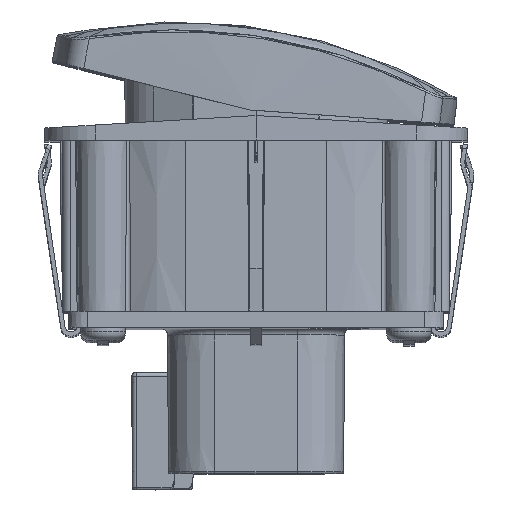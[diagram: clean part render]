
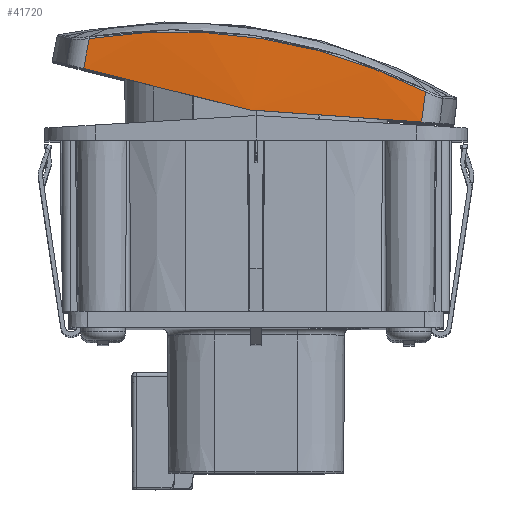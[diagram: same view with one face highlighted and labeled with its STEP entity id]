
A CAD part, top view. The second image highlights one B-rep face of the part: STEP entity #41720.
In plain terms, the highlighted conical face has half-angle 2 degrees and reference radius 228.448 mm.
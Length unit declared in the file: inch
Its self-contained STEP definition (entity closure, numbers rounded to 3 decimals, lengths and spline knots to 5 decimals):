
#5879=CARTESIAN_POINT('',(0.7828,-0.0304,
3.09611));
#5954=CARTESIAN_POINT('',(-0.81478,0.22263,
3.09614));
#6207=CARTESIAN_POINT('',(-0.02706,0.02623,
3.135));
#6208=CARTESIAN_POINT('',(-0.11475,0.0481,
3.13472));
#6209=CARTESIAN_POINT('',(-0.29001,0.09179,
3.13148));
#6210=CARTESIAN_POINT('',(-0.55273,0.1573,
3.11849));
#6211=CARTESIAN_POINT('',(-0.7275,0.20087,
3.1045));
#6212=CARTESIAN_POINT('',(-0.81478,0.22263,
3.09614));
#6214=CARTESIAN_POINT('',(-0.81478,0.22263,
3.09614));
#6215=CARTESIAN_POINT('',(-0.81185,0.23825,
3.09561));
#6216=CARTESIAN_POINT('',(-0.80602,0.26957,
3.0946));
#6217=CARTESIAN_POINT('',(-0.79732,0.31747,
3.09289));
#6218=CARTESIAN_POINT('',(-0.79149,0.34871,
3.09191));
#6219=CARTESIAN_POINT('',(-0.78857,0.36426,
3.09138));
#6221=CARTESIAN_POINT('',(-0.78857,0.36426,
3.09138));
#6222=CARTESIAN_POINT('',(-0.73118,0.37342,
3.09571));
#6223=CARTESIAN_POINT('',(-0.61274,0.38818,
3.10383));
#6224=CARTESIAN_POINT('',(-0.43222,0.39803,
3.11331));
#6225=CARTESIAN_POINT('',(-0.24816,0.39502,
3.11987));
#6226=CARTESIAN_POINT('',(-0.09514,0.38171,
3.12264));
#6227=CARTESIAN_POINT('',(-0.00388,0.36888,
3.12306));
#6228=CARTESIAN_POINT('',(0.02645,0.36408,
3.12306));
#6230=CARTESIAN_POINT('',(0.02645,0.36408,
3.12306));
#6231=CARTESIAN_POINT('',(0.05686,0.35926,
3.12306));
#6232=CARTESIAN_POINT('',(0.14771,0.34323,
3.12264));
#6233=CARTESIAN_POINT('',(0.29744,0.30857,
3.11986));
#6234=CARTESIAN_POINT('',(0.47342,0.25454,
3.1133));
#6235=CARTESIAN_POINT('',(0.64196,0.1894,
3.10381));
#6236=CARTESIAN_POINT('',(0.74996,0.1388,
3.09572));
#6237=CARTESIAN_POINT('',(0.80162,0.1124,
3.0914));
#6239=CARTESIAN_POINT('',(0.80162,0.1124,
3.0914));
#6240=CARTESIAN_POINT('',(0.79954,0.09659,
3.09192));
#6241=CARTESIAN_POINT('',(0.79537,0.06495,
3.09296));
#6242=CARTESIAN_POINT('',(0.78907,0.01711,
3.09454));
#6243=CARTESIAN_POINT('',(0.78488,-0.01457,
3.09559));
#6244=CARTESIAN_POINT('',(0.7828,-0.0304,
3.09611));
#6246=CARTESIAN_POINT('',(0.7828,-0.0304,
3.09611));
#6247=CARTESIAN_POINT('',(0.69304,-0.02412,
3.10447));
#6248=CARTESIAN_POINT('',(0.51338,-0.01156,
3.1185));
#6249=CARTESIAN_POINT('',(0.24327,0.00733,
3.13148));
#6250=CARTESIAN_POINT('',(0.06308,0.01993,
3.13472));
#6251=CARTESIAN_POINT('',(-0.02706,0.02623,
3.135));
#6836=CARTESIAN_POINT('',(-0.78857,0.36426,
3.09138));
#6868=CARTESIAN_POINT('',(0.80162,0.1124,
3.0914));
#32779=VERTEX_POINT('',#6836);
#32780=VERTEX_POINT('',#6868);
#32781=VERTEX_POINT('',#6230);
#32782=VERTEX_POINT('',#5879);
#32784=VERTEX_POINT('',#6251);
#32791=VERTEX_POINT('',#5954);
#41704=CARTESIAN_POINT('',(-0.00031,0.19515,-5.865));
#41705=DIRECTION('',(-0.156,-0.988,0.));
#41706=DIRECTION('',(0.,0.,1.));
#41707=AXIS2_PLACEMENT_3D('',#41704,#41705,#41706);
#41708=CONICAL_SURFACE('',#41707,8.99403,2.);
#41709=ORIENTED_EDGE('',*,*,#41470,.T.);
#41711=ORIENTED_EDGE('',*,*,#41710,.T.);
#41713=ORIENTED_EDGE('',*,*,#41712,.T.);
#41715=ORIENTED_EDGE('',*,*,#41714,.T.);
#41716=ORIENTED_EDGE('',*,*,#41696,.T.);
#41717=ORIENTED_EDGE('',*,*,#41429,.T.);
#41718=EDGE_LOOP('',(#41709,#41711,#41713,#41715,#41716,#41717));
#41719=FACE_OUTER_BOUND('',#41718,.F.);
#41720=ADVANCED_FACE('',(#41719),#41708,.T.);
#6213=B_SPLINE_CURVE_WITH_KNOTS('',3,(#6207,#6208,#6209,#6210,#6211,#6212),
.UNSPECIFIED.,.F.,.F.,(4,1,1,4),(0.,0.33333,0.66667,1.),
.UNSPECIFIED.);
#6220=B_SPLINE_CURVE_WITH_KNOTS('',3,(#6214,#6215,#6216,#6217,#6218,#6219),
.UNSPECIFIED.,.F.,.F.,(4,1,1,4),(0.,0.33333,0.66667,1.),
.UNSPECIFIED.);
#6229=B_SPLINE_CURVE_WITH_KNOTS('',3,(#6221,#6222,#6223,#6224,#6225,#6226,#6227,
#6228),.UNSPECIFIED.,.F.,.F.,(4,1,1,1,1,4),(0.,0.21345,
0.43781,0.66257,0.88756,1.),.UNSPECIFIED.);
#6238=B_SPLINE_CURVE_WITH_KNOTS('',3,(#6230,#6231,#6232,#6233,#6234,#6235,#6236,
#6237),.UNSPECIFIED.,.F.,.F.,(4,1,1,1,1,4),(0.,0.11278,
0.33777,0.56254,0.78689,1.),.UNSPECIFIED.);
#6245=B_SPLINE_CURVE_WITH_KNOTS('',3,(#6239,#6240,#6241,#6242,#6243,#6244),
.UNSPECIFIED.,.F.,.F.,(4,1,1,4),(0.,0.33333,0.66667,1.),
.UNSPECIFIED.);
#6252=B_SPLINE_CURVE_WITH_KNOTS('',3,(#6246,#6247,#6248,#6249,#6250,#6251),
.UNSPECIFIED.,.F.,.F.,(4,1,1,4),(0.,0.33333,0.66667,1.),
.UNSPECIFIED.);
#41429=EDGE_CURVE('',#32782,#32784,#6252,.T.);
#41470=EDGE_CURVE('',#32784,#32791,#6213,.T.);
#41696=EDGE_CURVE('',#32780,#32782,#6245,.T.);
#41710=EDGE_CURVE('',#32791,#32779,#6220,.T.);
#41712=EDGE_CURVE('',#32779,#32781,#6229,.T.);
#41714=EDGE_CURVE('',#32781,#32780,#6238,.T.);
